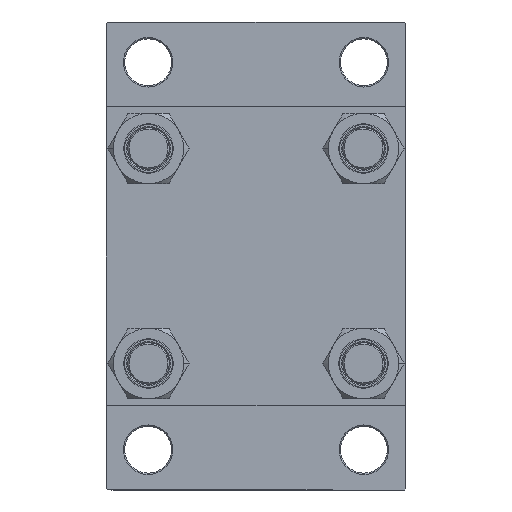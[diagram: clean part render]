
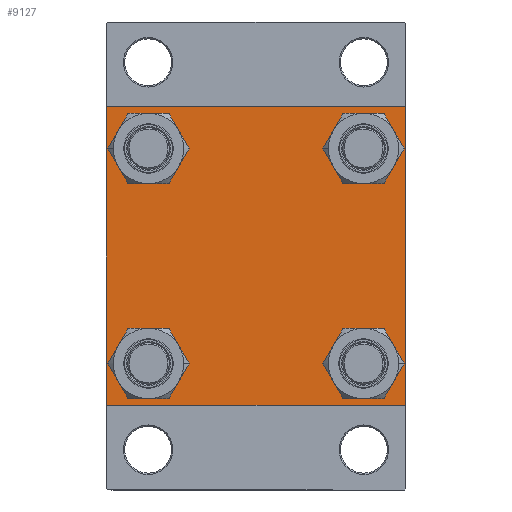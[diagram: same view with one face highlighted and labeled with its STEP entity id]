
A CAD part, left-side view. The second image highlights one B-rep face of the part: STEP entity #9127.
In plain terms, the highlighted planar face has unit normal (-1, 0, 0).
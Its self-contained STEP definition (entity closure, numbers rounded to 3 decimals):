
#456 = DIRECTION ( 'NONE',  ( 1., 0., 0. ) ) ;
#835 = EDGE_CURVE ( 'NONE', #9205, #39642, #41986, .T. ) ;
#1110 = DIRECTION ( 'NONE',  ( 0., 0.707, 0.707 ) ) ;
#2522 = CARTESIAN_POINT ( 'NONE',  ( 0., -41.35, 41.35 ) ) ;
#2850 = DIRECTION ( 'NONE',  ( 0., 0., 1. ) ) ;
#3345 = EDGE_CURVE ( 'NONE', #40091, #31171, #29870, .T. ) ;
#3496 = VECTOR ( 'NONE', #1110, 1000. ) ;
#3681 = LINE ( 'NONE', #22367, #15981 ) ;
#3993 = EDGE_LOOP ( 'NONE', ( #4719, #14742 ) ) ;
#4190 = VERTEX_POINT ( 'NONE', #24109 ) ;
#4719 = ORIENTED_EDGE ( 'NONE', *, *, #41888, .T. ) ;
#4776 = ORIENTED_EDGE ( 'NONE', *, *, #26419, .T. ) ;
#4879 = LINE ( 'NONE', #24305, #6116 ) ;
#4971 = LINE ( 'NONE', #20172, #21924 ) ;
#5020 = CIRCLE ( 'NONE', #24873, 8.5 ) ;
#5092 = EDGE_CURVE ( 'NONE', #29608, #30176, #48769, .T. ) ;
#5386 = CARTESIAN_POINT ( 'NONE',  ( 0., -41.35, -49.85 ) ) ;
#5461 = EDGE_CURVE ( 'NONE', #45192, #37467, #12149, .T. ) ;
#5898 = CARTESIAN_POINT ( 'NONE',  ( 0., 57.5, 57. ) ) ;
#5918 = CIRCLE ( 'NONE', #48902, 8.5 ) ;
#5970 = FACE_BOUND ( 'NONE', #24407, .T. ) ;
#6116 = VECTOR ( 'NONE', #8868, 1000. ) ;
#6371 = ORIENTED_EDGE ( 'NONE', *, *, #39878, .T. ) ;
#6694 = CARTESIAN_POINT ( 'NONE',  ( 0., 57.5, -57.5 ) ) ;
#7849 = DIRECTION ( 'NONE',  ( 0., 0.707, -0.707 ) ) ;
#8846 = EDGE_CURVE ( 'NONE', #31171, #24287, #45133, .T. ) ;
#8868 = DIRECTION ( 'NONE',  ( 0., -0.707, -0.707 ) ) ;
#9127 = ADVANCED_FACE ( 'NONE', ( #5970, #48336, #36381, #36616, #14418 ), #18169, .T. ) ;
#9205 = VERTEX_POINT ( 'NONE', #45668 ) ;
#9478 = DIRECTION ( 'NONE',  ( 0., 0., 1. ) ) ;
#9587 = CARTESIAN_POINT ( 'NONE',  ( 0., 41.35, -41.35 ) ) ;
#10687 = ORIENTED_EDGE ( 'NONE', *, *, #43941, .T. ) ;
#11004 = CARTESIAN_POINT ( 'NONE',  ( 0., -57.25, -57.25 ) ) ;
#11215 = VECTOR ( 'NONE', #7849, 1000. ) ;
#11903 = DIRECTION ( 'NONE',  ( 0., 0., 1. ) ) ;
#11938 = DIRECTION ( 'NONE',  ( 1., 0., 0. ) ) ;
#12149 = CIRCLE ( 'NONE', #32823, 8.5 ) ;
#12498 = LINE ( 'NONE', #35170, #46867 ) ;
#13678 = ORIENTED_EDGE ( 'NONE', *, *, #33521, .F. ) ;
#14418 = FACE_OUTER_BOUND ( 'NONE', #17600, .T. ) ;
#14423 = ORIENTED_EDGE ( 'NONE', *, *, #8846, .T. ) ;
#14742 = ORIENTED_EDGE ( 'NONE', *, *, #33097, .T. ) ;
#15681 = DIRECTION ( 'NONE',  ( 0., 0., 1. ) ) ;
#15835 = LINE ( 'NONE', #38503, #3496 ) ;
#15981 = VECTOR ( 'NONE', #18887, 1000. ) ;
#17600 = EDGE_LOOP ( 'NONE', ( #28568, #6371, #26198, #14423, #13678, #4776, #17861, #32315 ) ) ;
#17631 = VECTOR ( 'NONE', #26365, 1000. ) ;
#17861 = ORIENTED_EDGE ( 'NONE', *, *, #18118, .F. ) ;
#18108 = AXIS2_PLACEMENT_3D ( 'NONE', #40911, #11938, #15681 ) ;
#18118 = EDGE_CURVE ( 'NONE', #9205, #45837, #3681, .T. ) ;
#18127 = DIRECTION ( 'NONE',  ( 0., 0., 1. ) ) ;
#18169 = PLANE ( 'NONE',  #20258 ) ;
#18251 = DIRECTION ( 'NONE',  ( 0., 0., 1. ) ) ;
#18849 = CARTESIAN_POINT ( 'NONE',  ( 0., -57.5, -57. ) ) ;
#18869 = CARTESIAN_POINT ( 'NONE',  ( 0., 57.5, -57. ) ) ;
#18887 = DIRECTION ( 'NONE',  ( 0., -1., 0. ) ) ;
#19111 = DIRECTION ( 'NONE',  ( 1., 0., 0. ) ) ;
#19222 = ORIENTED_EDGE ( 'NONE', *, *, #44768, .T. ) ;
#19628 = CARTESIAN_POINT ( 'NONE',  ( 0., -41.35, -41.35 ) ) ;
#19965 = DIRECTION ( 'NONE',  ( 1., 0., 0. ) ) ;
#20172 = CARTESIAN_POINT ( 'NONE',  ( 0., -57.5, 57.5 ) ) ;
#20258 = AXIS2_PLACEMENT_3D ( 'NONE', #29372, #25140, #9478 ) ;
#20509 = DIRECTION ( 'NONE',  ( 1., 0., 0. ) ) ;
#20911 = AXIS2_PLACEMENT_3D ( 'NONE', #38917, #19965, #46895 ) ;
#21924 = VECTOR ( 'NONE', #35392, 1000. ) ;
#22367 = CARTESIAN_POINT ( 'NONE',  ( 0., 57.5, 57.5 ) ) ;
#22614 = VECTOR ( 'NONE', #38403, 1000. ) ;
#22704 = AXIS2_PLACEMENT_3D ( 'NONE', #37259, #41229, #2850 ) ;
#22785 = CARTESIAN_POINT ( 'NONE',  ( 0., -41.35, -32.85 ) ) ;
#23361 = EDGE_CURVE ( 'NONE', #30176, #29608, #5020, .T. ) ;
#23387 = DIRECTION ( 'NONE',  ( 0., 0., 1. ) ) ;
#24109 = CARTESIAN_POINT ( 'NONE',  ( 0., -57.5, 57. ) ) ;
#24287 = VERTEX_POINT ( 'NONE', #18849 ) ;
#24305 = CARTESIAN_POINT ( 'NONE',  ( 0., 57.25, -57.25 ) ) ;
#24407 = EDGE_LOOP ( 'NONE', ( #48076, #30680 ) ) ;
#24873 = AXIS2_PLACEMENT_3D ( 'NONE', #2522, #20509, #44402 ) ;
#24973 = CARTESIAN_POINT ( 'NONE',  ( 0., -41.35, 49.85 ) ) ;
#25140 = DIRECTION ( 'NONE',  ( -1., 0., 0. ) ) ;
#26198 = ORIENTED_EDGE ( 'NONE', *, *, #3345, .T. ) ;
#26365 = DIRECTION ( 'NONE',  ( 0., -1., 0. ) ) ;
#26419 = EDGE_CURVE ( 'NONE', #4190, #45837, #15835, .T. ) ;
#27089 = DIRECTION ( 'NONE',  ( 1., 0., 0. ) ) ;
#28568 = ORIENTED_EDGE ( 'NONE', *, *, #40413, .T. ) ;
#29301 = VERTEX_POINT ( 'NONE', #5386 ) ;
#29372 = CARTESIAN_POINT ( 'NONE',  ( 0., 0., 0. ) ) ;
#29608 = VERTEX_POINT ( 'NONE', #24973 ) ;
#29833 = CARTESIAN_POINT ( 'NONE',  ( 0., -41.35, 32.85 ) ) ;
#29870 = LINE ( 'NONE', #6694, #17631 ) ;
#30176 = VERTEX_POINT ( 'NONE', #29833 ) ;
#30201 = EDGE_CURVE ( 'NONE', #37467, #45192, #5918, .T. ) ;
#30680 = ORIENTED_EDGE ( 'NONE', *, *, #23361, .T. ) ;
#31171 = VERTEX_POINT ( 'NONE', #46028 ) ;
#32315 = ORIENTED_EDGE ( 'NONE', *, *, #835, .T. ) ;
#32823 = AXIS2_PLACEMENT_3D ( 'NONE', #9587, #456, #23387 ) ;
#33097 = EDGE_CURVE ( 'NONE', #45945, #43923, #39447, .T. ) ;
#33164 = CARTESIAN_POINT ( 'NONE',  ( 0., 41.35, -32.85 ) ) ;
#33521 = EDGE_CURVE ( 'NONE', #4190, #24287, #4971, .T. ) ;
#34126 = VERTEX_POINT ( 'NONE', #22785 ) ;
#34362 = EDGE_LOOP ( 'NONE', ( #37966, #37057 ) ) ;
#35167 = VERTEX_POINT ( 'NONE', #18869 ) ;
#35170 = CARTESIAN_POINT ( 'NONE',  ( 0., 57.5, 57.5 ) ) ;
#35392 = DIRECTION ( 'NONE',  ( 0., 0., -1. ) ) ;
#35681 = CIRCLE ( 'NONE', #18108, 8.5 ) ;
#35895 = DIRECTION ( 'NONE',  ( 0., 0., -1. ) ) ;
#36381 = FACE_BOUND ( 'NONE', #34362, .T. ) ;
#36616 = FACE_BOUND ( 'NONE', #3993, .T. ) ;
#37057 = ORIENTED_EDGE ( 'NONE', *, *, #30201, .T. ) ;
#37259 = CARTESIAN_POINT ( 'NONE',  ( 0., 41.35, 41.35 ) ) ;
#37341 = CARTESIAN_POINT ( 'NONE',  ( 0., 41.35, -49.85 ) ) ;
#37467 = VERTEX_POINT ( 'NONE', #37341 ) ;
#37966 = ORIENTED_EDGE ( 'NONE', *, *, #5461, .T. ) ;
#38114 = AXIS2_PLACEMENT_3D ( 'NONE', #41176, #44910, #18251 ) ;
#38179 = CARTESIAN_POINT ( 'NONE',  ( 0., 41.35, 49.85 ) ) ;
#38403 = DIRECTION ( 'NONE',  ( 0., -0.707, 0.707 ) ) ;
#38503 = CARTESIAN_POINT ( 'NONE',  ( 0., -57.25, 57.25 ) ) ;
#38917 = CARTESIAN_POINT ( 'NONE',  ( 0., -41.35, 41.35 ) ) ;
#39447 = CIRCLE ( 'NONE', #22704, 8.5 ) ;
#39642 = VERTEX_POINT ( 'NONE', #5898 ) ;
#39712 = CIRCLE ( 'NONE', #38114, 8.5 ) ;
#39779 = CARTESIAN_POINT ( 'NONE',  ( 0., -57., 57.5 ) ) ;
#39878 = EDGE_CURVE ( 'NONE', #35167, #40091, #4879, .T. ) ;
#40091 = VERTEX_POINT ( 'NONE', #41754 ) ;
#40413 = EDGE_CURVE ( 'NONE', #39642, #35167, #12498, .T. ) ;
#40911 = CARTESIAN_POINT ( 'NONE',  ( 0., 41.35, 41.35 ) ) ;
#41176 = CARTESIAN_POINT ( 'NONE',  ( 0., -41.35, -41.35 ) ) ;
#41229 = DIRECTION ( 'NONE',  ( 1., 0., 0. ) ) ;
#41247 = CARTESIAN_POINT ( 'NONE',  ( 0., 41.35, 32.85 ) ) ;
#41637 = CIRCLE ( 'NONE', #42471, 8.5 ) ;
#41754 = CARTESIAN_POINT ( 'NONE',  ( 0., 57., -57.5 ) ) ;
#41888 = EDGE_CURVE ( 'NONE', #43923, #45945, #35681, .T. ) ;
#41986 = LINE ( 'NONE', #45988, #11215 ) ;
#42471 = AXIS2_PLACEMENT_3D ( 'NONE', #19628, #27089, #11903 ) ;
#42717 = EDGE_LOOP ( 'NONE', ( #10687, #19222 ) ) ;
#43923 = VERTEX_POINT ( 'NONE', #38179 ) ;
#43941 = EDGE_CURVE ( 'NONE', #34126, #29301, #39712, .T. ) ;
#44402 = DIRECTION ( 'NONE',  ( 0., 0., 1. ) ) ;
#44768 = EDGE_CURVE ( 'NONE', #29301, #34126, #41637, .T. ) ;
#44910 = DIRECTION ( 'NONE',  ( 1., 0., 0. ) ) ;
#45133 = LINE ( 'NONE', #11004, #22614 ) ;
#45192 = VERTEX_POINT ( 'NONE', #33164 ) ;
#45281 = CARTESIAN_POINT ( 'NONE',  ( 0., 41.35, -41.35 ) ) ;
#45668 = CARTESIAN_POINT ( 'NONE',  ( 0., 57., 57.5 ) ) ;
#45837 = VERTEX_POINT ( 'NONE', #39779 ) ;
#45945 = VERTEX_POINT ( 'NONE', #41247 ) ;
#45988 = CARTESIAN_POINT ( 'NONE',  ( 0., 57.25, 57.25 ) ) ;
#46028 = CARTESIAN_POINT ( 'NONE',  ( 0., -57., -57.5 ) ) ;
#46867 = VECTOR ( 'NONE', #35895, 1000. ) ;
#46895 = DIRECTION ( 'NONE',  ( 0., 0., 1. ) ) ;
#48076 = ORIENTED_EDGE ( 'NONE', *, *, #5092, .T. ) ;
#48336 = FACE_BOUND ( 'NONE', #42717, .T. ) ;
#48769 = CIRCLE ( 'NONE', #20911, 8.5 ) ;
#48902 = AXIS2_PLACEMENT_3D ( 'NONE', #45281, #19111, #18127 ) ;
